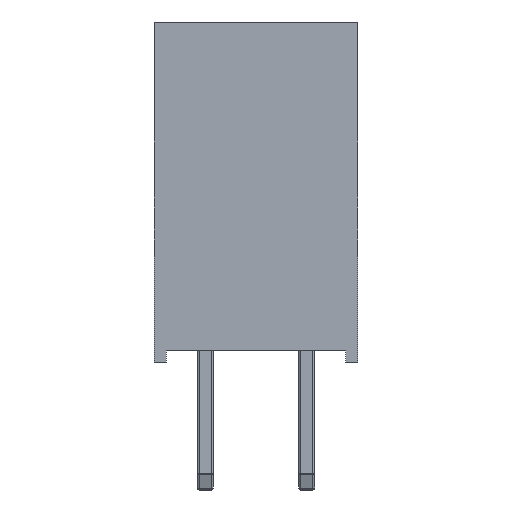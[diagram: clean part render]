
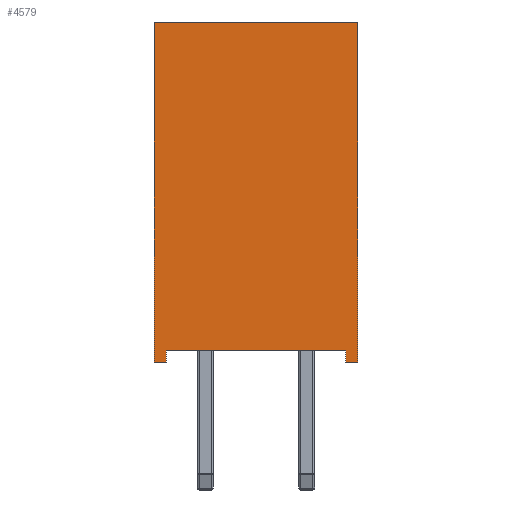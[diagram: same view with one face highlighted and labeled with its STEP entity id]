
A CAD part, left-side view. The second image highlights one B-rep face of the part: STEP entity #4579.
In plain terms, the highlighted planar face has unit normal (-1, 0, 0).
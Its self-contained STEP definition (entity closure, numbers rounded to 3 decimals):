
#606=FACE_OUTER_BOUND('',#896,.T.);
#896=EDGE_LOOP('',(#2956,#2957,#2958,#2959,#2960,#2961,#2962,#2963));
#1218=LINE('',#7125,#1566);
#1219=LINE('',#7128,#1567);
#1221=LINE('',#7132,#1569);
#1222=LINE('',#7134,#1570);
#1223=LINE('',#7136,#1571);
#1224=LINE('',#7138,#1572);
#1225=LINE('',#7140,#1573);
#1226=LINE('',#7141,#1574);
#1566=VECTOR('',#5556,10.);
#1567=VECTOR('',#5559,10.);
#1569=VECTOR('',#5563,10.);
#1570=VECTOR('',#5564,10.);
#1571=VECTOR('',#5565,10.);
#1572=VECTOR('',#5566,10.);
#1573=VECTOR('',#5567,10.);
#1574=VECTOR('',#5568,10.);
#1912=VERTEX_POINT('',#7121);
#1913=VERTEX_POINT('',#7123);
#1914=VERTEX_POINT('',#7127);
#1915=VERTEX_POINT('',#7131);
#1916=VERTEX_POINT('',#7133);
#1917=VERTEX_POINT('',#7135);
#1918=VERTEX_POINT('',#7137);
#1919=VERTEX_POINT('',#7139);
#2290=EDGE_CURVE('',#1912,#1913,#1218,.T.);
#2291=EDGE_CURVE('',#1914,#1912,#1219,.T.);
#2293=EDGE_CURVE('',#1913,#1915,#1221,.T.);
#2294=EDGE_CURVE('',#1915,#1916,#1222,.T.);
#2295=EDGE_CURVE('',#1916,#1917,#1223,.T.);
#2296=EDGE_CURVE('',#1917,#1918,#1224,.T.);
#2297=EDGE_CURVE('',#1919,#1918,#1225,.T.);
#2298=EDGE_CURVE('',#1914,#1919,#1226,.T.);
#2956=ORIENTED_EDGE('',*,*,#2293,.T.);
#2957=ORIENTED_EDGE('',*,*,#2294,.T.);
#2958=ORIENTED_EDGE('',*,*,#2295,.T.);
#2959=ORIENTED_EDGE('',*,*,#2296,.T.);
#2960=ORIENTED_EDGE('',*,*,#2297,.F.);
#2961=ORIENTED_EDGE('',*,*,#2298,.F.);
#2962=ORIENTED_EDGE('',*,*,#2291,.T.);
#2963=ORIENTED_EDGE('',*,*,#2290,.T.);
#4250=PLANE('',#4923);
#4579=ADVANCED_FACE('',(#606),#4250,.T.);
#4923=AXIS2_PLACEMENT_3D('',#7130,#5561,#5562);
#5556=DIRECTION('',(0.,0.,1.));
#5559=DIRECTION('',(0.,-1.,0.));
#5561=DIRECTION('center_axis',(-1.,0.,0.));
#5562=DIRECTION('ref_axis',(0.,-1.,0.));
#5563=DIRECTION('',(0.,-1.,0.));
#5564=DIRECTION('',(0.,0.,-1.));
#5565=DIRECTION('',(0.,-1.,0.));
#5566=DIRECTION('',(0.,0.,1.));
#5567=DIRECTION('',(0.,-1.,0.));
#5568=DIRECTION('',(0.,0.,1.));
#7121=CARTESIAN_POINT('',(-1.27,3.51,0.));
#7123=CARTESIAN_POINT('',(-1.27,3.51,0.3));
#7125=CARTESIAN_POINT('',(-1.27,3.51,0.));
#7127=CARTESIAN_POINT('',(-1.27,3.81,0.));
#7128=CARTESIAN_POINT('',(-1.27,3.81,0.));
#7130=CARTESIAN_POINT('Origin',(-1.27,1.27,0.));
#7131=CARTESIAN_POINT('',(-1.27,-0.97,0.3));
#7132=CARTESIAN_POINT('',(-1.27,1.27,0.3));
#7133=CARTESIAN_POINT('',(-1.27,-0.97,0.));
#7134=CARTESIAN_POINT('',(-1.27,-0.97,0.));
#7135=CARTESIAN_POINT('',(-1.27,-1.27,0.));
#7136=CARTESIAN_POINT('',(-1.27,1.27,0.));
#7137=CARTESIAN_POINT('',(-1.27,-1.27,8.5));
#7138=CARTESIAN_POINT('',(-1.27,-1.27,0.));
#7139=CARTESIAN_POINT('',(-1.27,3.81,8.5));
#7140=CARTESIAN_POINT('',(-1.27,3.81,8.5));
#7141=CARTESIAN_POINT('',(-1.27,3.81,0.));
